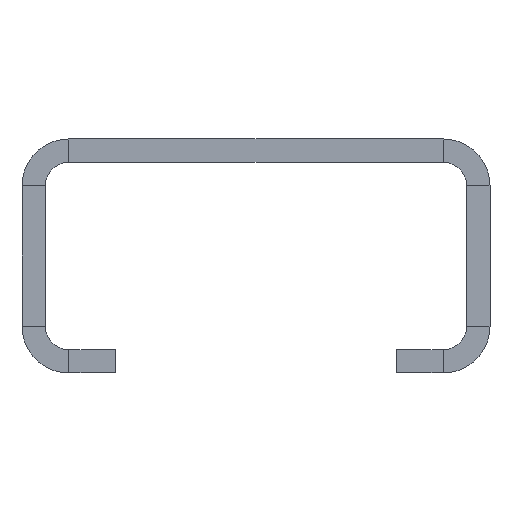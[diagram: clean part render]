
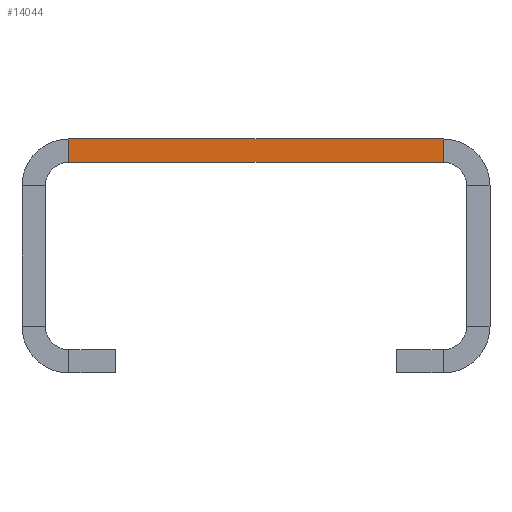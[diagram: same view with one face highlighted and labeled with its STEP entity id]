
A CAD part, front view. The second image highlights one B-rep face of the part: STEP entity #14044.
In plain terms, the highlighted planar face has unit normal (0, -1, 0).
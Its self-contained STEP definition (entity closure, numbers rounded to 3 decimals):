
#2273=DIRECTION('',(0.,0.,-1.));
#2274=VECTOR('',#2273,5.);
#2275=CARTESIAN_POINT('',(40.,-1500.,0.));
#2276=LINE('',#2275,#2274);
#2277=DIRECTION('',(1.,0.,0.));
#2278=VECTOR('',#2277,80.);
#2279=CARTESIAN_POINT('',(-40.,-1500.,-5.));
#2280=LINE('',#2279,#2278);
#2281=DIRECTION('',(1.,0.,0.));
#2282=VECTOR('',#2281,80.);
#2283=CARTESIAN_POINT('',(-40.,-1500.,0.));
#2284=LINE('',#2283,#2282);
#4513=DIRECTION('',(0.,0.,-1.));
#4514=VECTOR('',#4513,5.);
#4515=CARTESIAN_POINT('',(-40.,-1500.,0.));
#4516=LINE('',#4515,#4514);
#9706=CARTESIAN_POINT('',(40.,-1500.,0.));
#9708=VERTEX_POINT('',#9706);
#9718=CARTESIAN_POINT('',(-40.,-1500.,0.));
#9720=VERTEX_POINT('',#9718);
#9738=CARTESIAN_POINT('',(40.,-1500.,-5.));
#9740=VERTEX_POINT('',#9738);
#9750=CARTESIAN_POINT('',(-40.,-1500.,-5.));
#9752=VERTEX_POINT('',#9750);
#14030=CARTESIAN_POINT('',(0.,-1500.,-2.5));
#14031=DIRECTION('',(0.,-1.,0.));
#14032=DIRECTION('',(1.,0.,0.));
#14033=AXIS2_PLACEMENT_3D('',#14030,#14031,#14032);
#14034=PLANE('',#14033);
#14036=ORIENTED_EDGE('',*,*,#14035,.T.);
#14038=ORIENTED_EDGE('',*,*,#14037,.F.);
#14040=ORIENTED_EDGE('',*,*,#14039,.F.);
#14041=ORIENTED_EDGE('',*,*,#13421,.T.);
#14042=EDGE_LOOP('',(#14036,#14038,#14040,#14041));
#14043=FACE_OUTER_BOUND('',#14042,.F.);
#14044=ADVANCED_FACE('',(#14043),#14034,.T.);
#13421=EDGE_CURVE('',#9720,#9708,#2284,.T.);
#14035=EDGE_CURVE('',#9708,#9740,#2276,.T.);
#14037=EDGE_CURVE('',#9752,#9740,#2280,.T.);
#14039=EDGE_CURVE('',#9720,#9752,#4516,.T.);
